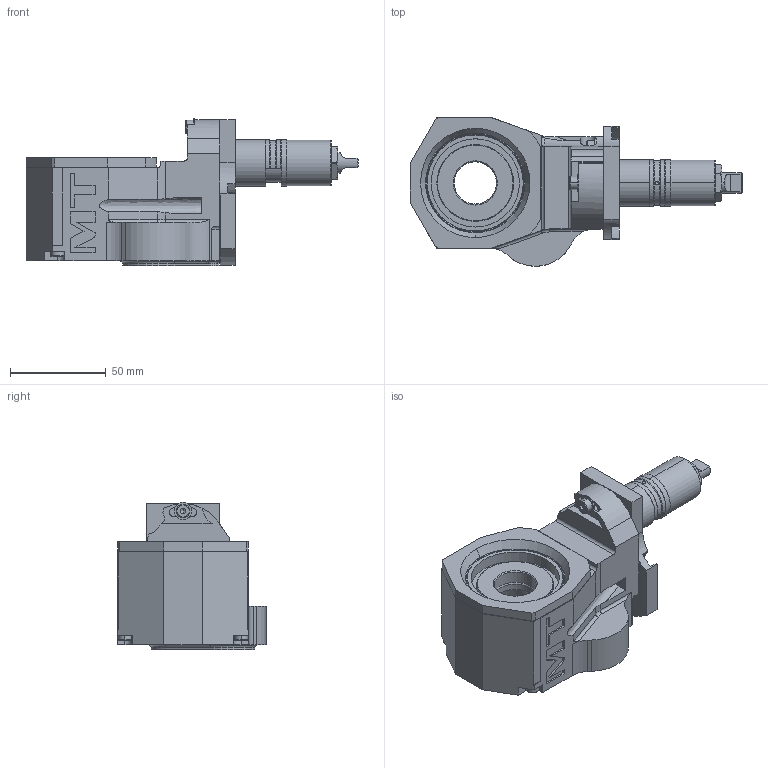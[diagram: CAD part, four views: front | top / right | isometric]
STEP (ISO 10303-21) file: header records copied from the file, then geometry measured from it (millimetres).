
FILE_DESCRIPTION((''),'2;1');
FILE_NAME('SPC1921000_CONF','2023-03-02T14:58:17',('sterribile'),('M.T. srl'),'CREO PARAMETRIC BY PTC INC, 2021072','CREO PARAMETRIC BY PTC INC, 2021072','');
FILE_SCHEMA(('CONFIG_CONTROL_DESIGN'));
Length unit declared in the file: millimetre
Products named in the file (1): SPC1921000_CONF
Bounding box: 173 x 77.36 x 76.75 mm (x, y, z)
Volume: 270136.8 mm3; surface area: 72103.9 mm2
Topology: 2 solids, 2 shells, 516 faces, 1284 edges, 790 vertices
Faces by surface type: plane 198, cylinder 177, cone 106, torus 29, extrusion 4, bspline 2
Entity records: 16649 total; most frequent: CARTESIAN_POINT 4209, DIRECTION 2695, ORIENTED_EDGE 2524, EDGE_CURVE 1262, AXIS2_PLACEMENT_3D 1028, VERTEX_POINT 790, VECTOR 639, LINE 635
